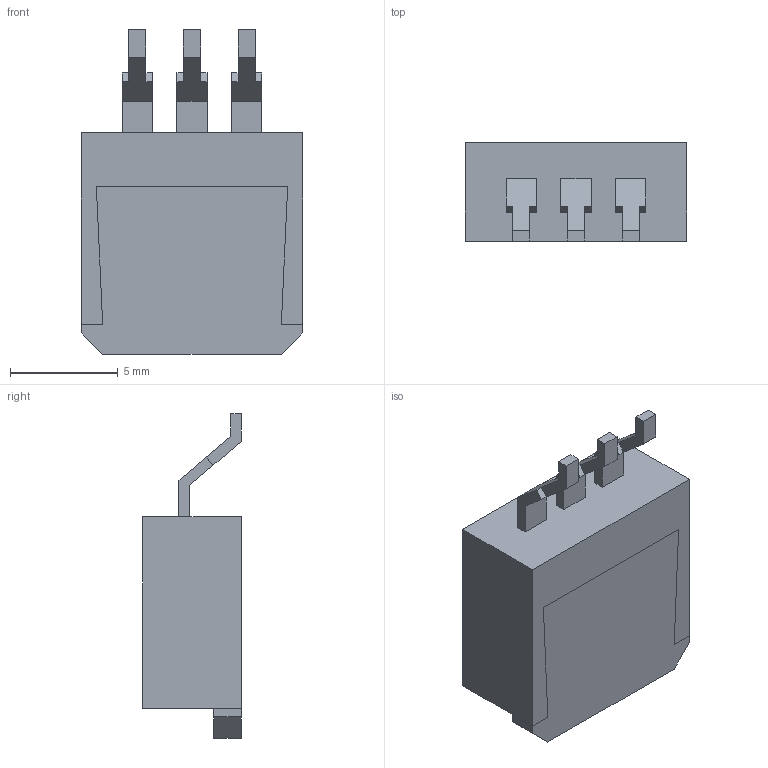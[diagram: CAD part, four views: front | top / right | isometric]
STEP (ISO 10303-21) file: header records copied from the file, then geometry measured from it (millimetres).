
FILE_DESCRIPTION (( 'STEP AP214' ), '1' );
FILE_NAME ('User Library-TO-263-3.STEP', '2013-03-10T16:56:38', ( 'Windows User' ), ( '' ), 'SwSTEP 2.0', 'SolidWorks 2013', '' );
FILE_SCHEMA (( 'AUTOMOTIVE_DESIGN' ));
Length unit declared in the file: millimetre
Products named in the file (1): User Library-TO-263-3
Bounding box: 10.3 x 4.6 x 15.1 mm (x, y, z)
Volume: 449 mm3; surface area: 617.9 mm2
Topology: 2 solids, 2 shells, 62 faces, 165 edges, 110 vertices
Faces by surface type: plane 62
Entity records: 2614 total; most frequent: CARTESIAN_POINT 338, ORIENTED_EDGE 330, DIRECTION 291, LINE 165, EDGE_CURVE 165, VECTOR 165, VERTEX_POINT 110, UNCERTAINTY_MEASURE_WITH_UNIT 66
